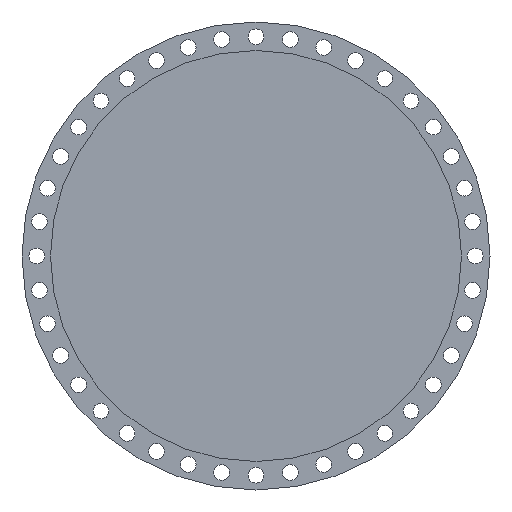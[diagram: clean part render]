
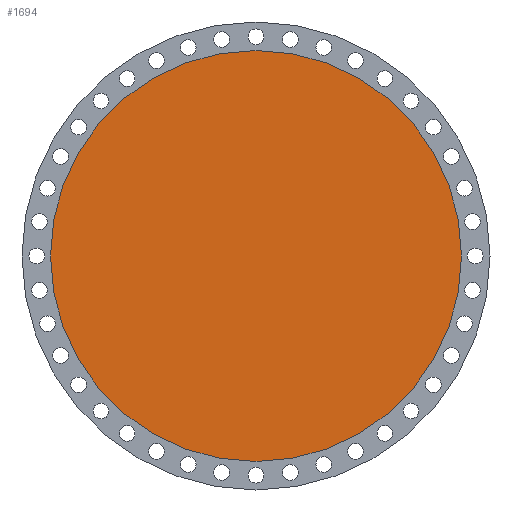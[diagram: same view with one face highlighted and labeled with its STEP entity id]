
A CAD part, left-side view. The second image highlights one B-rep face of the part: STEP entity #1694.
In plain terms, the highlighted planar face has unit normal (-1, 0, 0).
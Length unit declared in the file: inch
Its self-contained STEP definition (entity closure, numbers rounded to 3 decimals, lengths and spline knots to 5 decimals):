
#141 = CARTESIAN_POINT ( 'NONE',  ( 0., 0., 26.125 ) ) ;
#203 = CIRCLE ( 'NONE', #1805, 26.125 ) ;
#204 = CIRCLE ( 'NONE', #1591, 26.125 ) ;
#539 = EDGE_CURVE ( 'NONE', #1091, #828, #204, .T. ) ;
#576 = DIRECTION ( 'NONE',  ( -1., 0., 0. ) ) ;
#713 = CARTESIAN_POINT ( 'NONE',  ( 0., 0., 0. ) ) ;
#802 = DIRECTION ( 'NONE',  ( 0., 0., 1. ) ) ;
#828 = VERTEX_POINT ( 'NONE', #2959 ) ;
#882 = ORIENTED_EDGE ( 'NONE', *, *, #1909, .T. ) ;
#1091 = VERTEX_POINT ( 'NONE', #141 ) ;
#1219 = ORIENTED_EDGE ( 'NONE', *, *, #539, .T. ) ;
#1571 = CARTESIAN_POINT ( 'NONE',  ( 0., 0., 0. ) ) ;
#1591 = AXIS2_PLACEMENT_3D ( 'NONE', #713, #1993, #2980 ) ;
#1694 = ADVANCED_FACE ( 'NONE', ( #2327 ), #2765, .T. ) ;
#1805 = AXIS2_PLACEMENT_3D ( 'NONE', #2376, #1891, #2357 ) ;
#1891 = DIRECTION ( 'NONE',  ( -1., 0., 0. ) ) ;
#1909 = EDGE_CURVE ( 'NONE', #828, #1091, #203, .T. ) ;
#1993 = DIRECTION ( 'NONE',  ( -1., 0., 0. ) ) ;
#2327 = FACE_OUTER_BOUND ( 'NONE', #2510, .T. ) ;
#2357 = DIRECTION ( 'NONE',  ( 0., 0., 1. ) ) ;
#2376 = CARTESIAN_POINT ( 'NONE',  ( 0., 0., 0. ) ) ;
#2510 = EDGE_LOOP ( 'NONE', ( #1219, #882 ) ) ;
#2765 = PLANE ( 'NONE',  #3167 ) ;
#2959 = CARTESIAN_POINT ( 'NONE',  ( 0., 0., -26.125 ) ) ;
#2980 = DIRECTION ( 'NONE',  ( 0., 0., 1. ) ) ;
#3167 = AXIS2_PLACEMENT_3D ( 'NONE', #1571, #576, #802 ) ;
